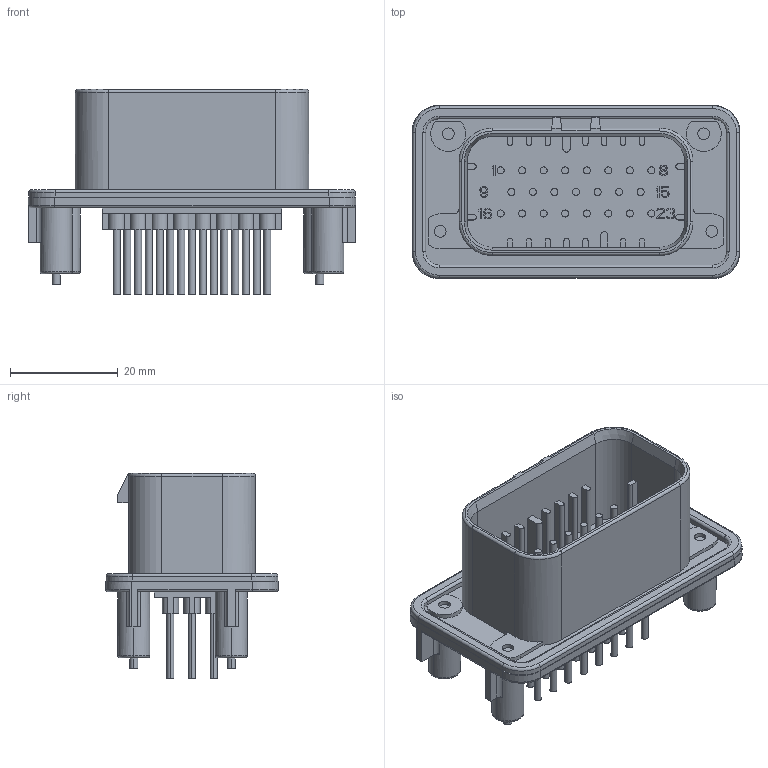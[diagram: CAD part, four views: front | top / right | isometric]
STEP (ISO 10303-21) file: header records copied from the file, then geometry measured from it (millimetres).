
FILE_DESCRIPTION (( 'STEP AP214' ), '1' );
FILE_NAME ('Ampseal 23-pos Vertical.STEP', '2015-05-12T21:32:26', ( '' ), ( '' ), 'SwSTEP 2.0', 'SolidWorks 2014', '' );
FILE_SCHEMA (( 'AUTOMOTIVE_DESIGN' ));
Length unit declared in the file: inch
Products named in the file (1): Ampseal 23-pos Vertical
Bounding box: 60.8 x 32.1 x 38.08 mm (x, y, z)
Volume: 11533.7 mm3; surface area: 13756.8 mm2
Topology: 1 solids, 1 shells, 882 faces, 2373 edges, 1568 vertices
Faces by surface type: plane 614, cylinder 240, torus 24, cone 4
Entity records: 27535 total; most frequent: CARTESIAN_POINT 4858, ORIENTED_EDGE 4746, DIRECTION 4653, EDGE_CURVE 2373, VECTOR 1839, LINE 1839, VERTEX_POINT 1568, AXIS2_PLACEMENT_3D 1407
